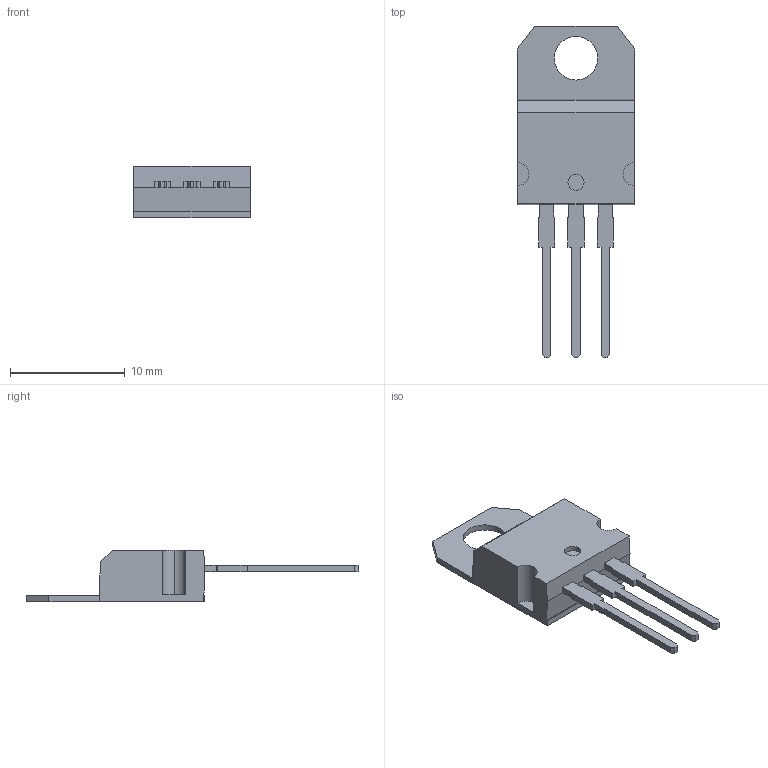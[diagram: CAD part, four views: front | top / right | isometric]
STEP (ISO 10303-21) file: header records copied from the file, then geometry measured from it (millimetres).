
FILE_DESCRIPTION(('STEP AP242'),'1');
FILE_NAME('l7805cv.stp','2020-11-30T01:34:48',('TraceParts'),('TraceParts S.A.'),'Spatial InterOp 3D',' ',' ');
FILE_SCHEMA(('AP242_MANAGED_MODEL_BASED_3D_ENGINEERING_MIM_LF {1 0 10303 442 1 1 4}'));
Length unit declared in the file: millimetre
Products named in the file (1): l7805cv
Bounding box: 10.2 x 28.9 x 4.5 mm (x, y, z)
Volume: 447.7 mm3; surface area: 595.4 mm2
Topology: 1 solids, 1 shells, 80 faces, 231 edges, 154 vertices
Faces by surface type: plane 62, cylinder 18
Entity records: 3273 total; most frequent: CARTESIAN_POINT 466, ORIENTED_EDGE 462, DIRECTION 431, EDGE_CURVE 231, LINE 193, VECTOR 193, VERTEX_POINT 154, AXIS2_PLACEMENT_3D 119
